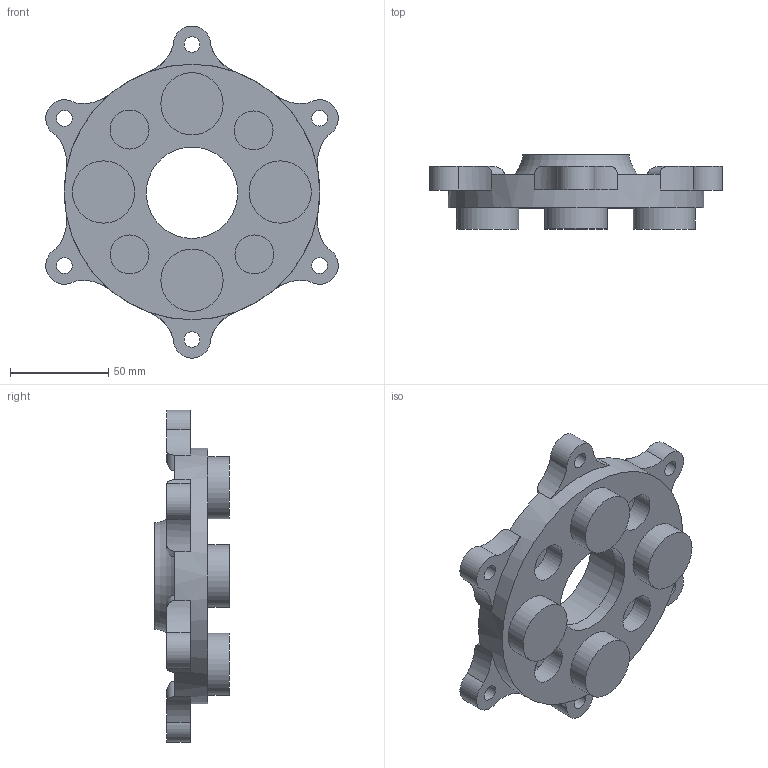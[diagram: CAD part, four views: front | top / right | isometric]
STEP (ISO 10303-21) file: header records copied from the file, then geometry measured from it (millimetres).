
FILE_DESCRIPTION(/* description */ (''),/* implementation_level */ '2;1');
FILE_NAME(/* name */ 'couronne ktm.stp',/* time_stamp */ '2020-11-21T22:36:25+01:00',/* author */ ('liegu'),/* organization */ (''),/* preprocessor_version */ 'ST-DEVELOPER v18',/* originating_system */ 'Autodesk Inventor 2020',/* authorisation */ '');
FILE_SCHEMA (('AUTOMOTIVE_DESIGN { 1 0 10303 214 3 1 1 }'));
Length unit declared in the file: millimetre
Products named in the file (1): couronne ktm
Bounding box: 148.85 x 37.8 x 168.93 mm (x, y, z)
Volume: 217369 mm3; surface area: 53445 mm2
Topology: 1 solids, 1 shells, 86 faces, 223 edges, 149 vertices
Faces by surface type: cylinder 48, plane 30, torus 8
Full cylindrical faces by diameter (mm): 8 x6, 19.8 x4, 31.7 x4, 46.5 x1, 52 x1, 130 x1
Entity records: 3099 total; most frequent: CARTESIAN_POINT 739, DIRECTION 503, ORIENTED_EDGE 446, EDGE_CURVE 223, AXIS2_PLACEMENT_3D 219, VERTEX_POINT 149, CIRCLE 132, EDGE_LOOP 110
